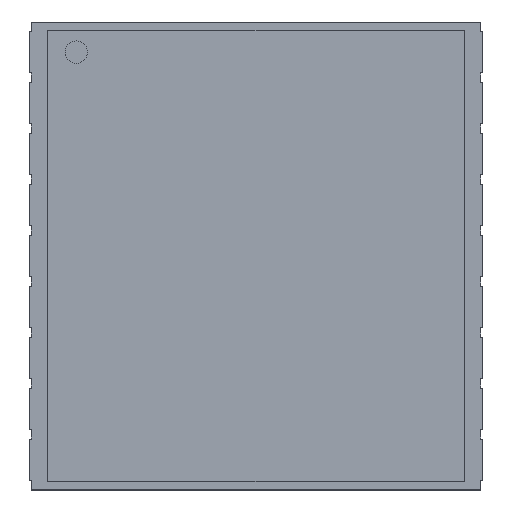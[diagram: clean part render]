
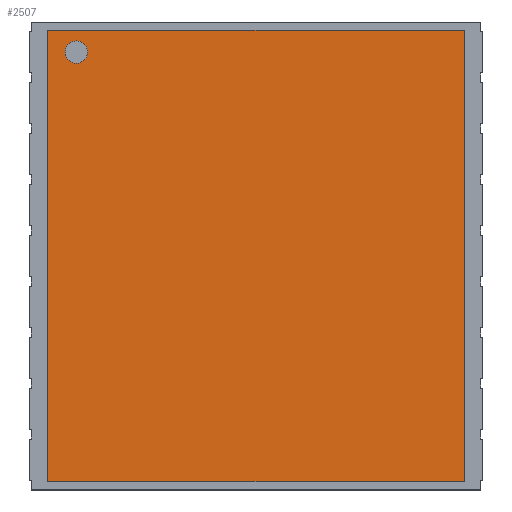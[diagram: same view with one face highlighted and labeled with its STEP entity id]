
A CAD part, top view. The second image highlights one B-rep face of the part: STEP entity #2507.
In plain terms, the highlighted planar face has unit normal (0, 0, 1).
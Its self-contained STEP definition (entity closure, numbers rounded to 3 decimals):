
#15=FACE_BOUND('',#248,.T.);
#17=CIRCLE('',#2643,0.243);
#126=FACE_OUTER_BOUND('',#247,.T.);
#247=EDGE_LOOP('',(#2042,#2043,#2044,#2045));
#248=EDGE_LOOP('',(#2046));
#576=LINE('',#3887,#925);
#579=LINE('',#3893,#928);
#582=LINE('',#3899,#931);
#585=LINE('',#3903,#934);
#925=VECTOR('',#3181,10.);
#928=VECTOR('',#3186,10.);
#931=VECTOR('',#3191,10.);
#934=VECTOR('',#3196,10.);
#1173=VERTEX_POINT('',#3884);
#1174=VERTEX_POINT('',#3886);
#1176=VERTEX_POINT('',#3892);
#1178=VERTEX_POINT('',#3898);
#1179=VERTEX_POINT('',#3905);
#1508=EDGE_CURVE('',#1174,#1173,#576,.T.);
#1511=EDGE_CURVE('',#1176,#1174,#579,.T.);
#1514=EDGE_CURVE('',#1178,#1176,#582,.T.);
#1517=EDGE_CURVE('',#1173,#1178,#585,.T.);
#1518=EDGE_CURVE('',#1179,#1179,#17,.T.);
#2042=ORIENTED_EDGE('',*,*,#1517,.T.);
#2043=ORIENTED_EDGE('',*,*,#1514,.T.);
#2044=ORIENTED_EDGE('',*,*,#1511,.T.);
#2045=ORIENTED_EDGE('',*,*,#1508,.T.);
#2046=ORIENTED_EDGE('',*,*,#1518,.F.);
#2355=PLANE('',#2642);
#2507=ADVANCED_FACE('',(#126,#15),#2355,.T.);
#2642=AXIS2_PLACEMENT_3D('',#3904,#3197,#3198);
#2643=AXIS2_PLACEMENT_3D('',#3906,#3199,#3200);
#3181=DIRECTION('',(0.,1.,0.));
#3186=DIRECTION('',(1.,0.,0.));
#3191=DIRECTION('',(0.,-1.,0.));
#3196=DIRECTION('',(-1.,0.,0.));
#3197=DIRECTION('center_axis',(0.,0.,1.));
#3198=DIRECTION('ref_axis',(-1.,0.,0.));
#3199=DIRECTION('center_axis',(0.,0.,1.));
#3200=DIRECTION('ref_axis',(1.,0.,0.));
#3884=CARTESIAN_POINT('',(4.5,4.875,2.692));
#3886=CARTESIAN_POINT('',(4.5,-4.875,2.692));
#3887=CARTESIAN_POINT('',(4.5,4.875,2.692));
#3892=CARTESIAN_POINT('',(-4.5,-4.875,2.692));
#3893=CARTESIAN_POINT('',(4.5,-4.875,2.692));
#3898=CARTESIAN_POINT('',(-4.5,4.875,2.692));
#3899=CARTESIAN_POINT('',(-4.5,-4.875,2.692));
#3903=CARTESIAN_POINT('',(-4.5,4.875,2.692));
#3904=CARTESIAN_POINT('Origin',(0.,0.,2.692));
#3905=CARTESIAN_POINT('',(-4.124,4.4,2.692));
#3906=CARTESIAN_POINT('Origin',(-3.881,4.4,2.692));
